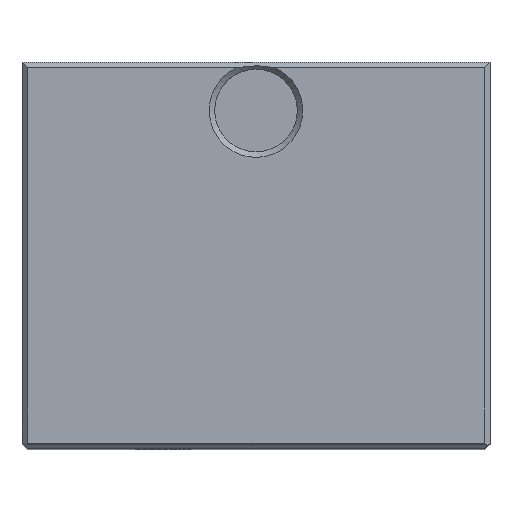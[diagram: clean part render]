
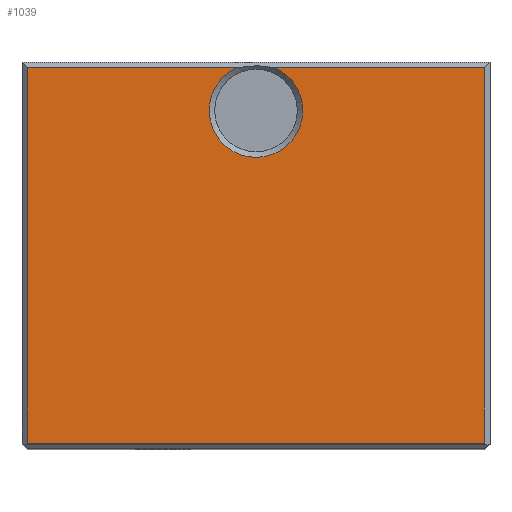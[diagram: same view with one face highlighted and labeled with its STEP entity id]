
A CAD part, top view. The second image highlights one B-rep face of the part: STEP entity #1039.
In plain terms, the highlighted planar face has unit normal (0, 0, 1).
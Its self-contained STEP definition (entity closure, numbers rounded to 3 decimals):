
#47=CIRCLE('',#1122,3.4);
#48=CIRCLE('',#1123,3.4);
#90=FACE_OUTER_BOUND('',#158,.T.);
#158=EDGE_LOOP('',(#784,#785,#786,#787,#788,#789,#790));
#254=LINE('',#1593,#372);
#258=LINE('',#1602,#376);
#259=LINE('',#1608,#377);
#278=LINE('',#1654,#396);
#279=LINE('',#1655,#397);
#372=VECTOR('',#1267,10.);
#376=VECTOR('',#1275,10.);
#377=VECTOR('',#1276,10.);
#396=VECTOR('',#1317,10.);
#397=VECTOR('',#1318,10.);
#477=VERTEX_POINT('',#1585);
#480=VERTEX_POINT('',#1591);
#483=VERTEX_POINT('',#1601);
#484=VERTEX_POINT('',#1603);
#485=VERTEX_POINT('',#1607);
#501=VERTEX_POINT('',#1653);
#502=VERTEX_POINT('',#1656);
#583=EDGE_CURVE('',#480,#477,#254,.T.);
#587=EDGE_CURVE('',#477,#483,#258,.T.);
#589=EDGE_CURVE('',#484,#485,#259,.T.);
#612=EDGE_CURVE('',#501,#480,#278,.T.);
#613=EDGE_CURVE('',#485,#501,#279,.T.);
#614=EDGE_CURVE('',#502,#484,#47,.T.);
#615=EDGE_CURVE('',#483,#502,#48,.T.);
#784=ORIENTED_EDGE('',*,*,#583,.F.);
#785=ORIENTED_EDGE('',*,*,#612,.F.);
#786=ORIENTED_EDGE('',*,*,#613,.F.);
#787=ORIENTED_EDGE('',*,*,#589,.F.);
#788=ORIENTED_EDGE('',*,*,#614,.F.);
#789=ORIENTED_EDGE('',*,*,#615,.F.);
#790=ORIENTED_EDGE('',*,*,#587,.F.);
#992=PLANE('',#1121);
#1039=ADVANCED_FACE('',(#90),#992,.T.);
#1121=AXIS2_PLACEMENT_3D('',#1652,#1315,#1316);
#1122=AXIS2_PLACEMENT_3D('',#1657,#1319,#1320);
#1123=AXIS2_PLACEMENT_3D('',#1658,#1321,#1322);
#1267=DIRECTION('',(0.,1.,0.));
#1275=DIRECTION('',(1.,0.,0.));
#1276=DIRECTION('',(1.,0.,0.));
#1315=DIRECTION('center_axis',(0.,0.,1.));
#1316=DIRECTION('ref_axis',(0.,-1.,0.));
#1317=DIRECTION('',(-1.,0.,0.));
#1318=DIRECTION('',(0.,-1.,0.));
#1319=DIRECTION('center_axis',(0.,0.,1.));
#1320=DIRECTION('ref_axis',(-1.,0.,0.));
#1321=DIRECTION('center_axis',(0.,0.,1.));
#1322=DIRECTION('ref_axis',(-1.,0.,0.));
#1585=CARTESIAN_POINT('',(-16.6,-55.496,-4.471));
#1591=CARTESIAN_POINT('',(-16.6,-82.749,-4.471));
#1593=CARTESIAN_POINT('',(-16.6,-62.11,-4.471));
#1601=CARTESIAN_POINT('',(-1.396,-55.496,-4.471));
#1602=CARTESIAN_POINT('',(0.,-55.496,-4.471));
#1603=CARTESIAN_POINT('',(1.396,-55.496,-4.471));
#1607=CARTESIAN_POINT('',(16.6,-55.496,-4.471));
#1608=CARTESIAN_POINT('',(0.,-55.496,-4.471));
#1652=CARTESIAN_POINT('Origin',(0.,-55.096,-4.471));
#1653=CARTESIAN_POINT('',(16.6,-82.749,-4.471));
#1654=CARTESIAN_POINT('',(0.,-82.749,-4.471));
#1655=CARTESIAN_POINT('',(16.6,-62.11,-4.471));
#1656=CARTESIAN_POINT('',(3.4,-58.596,-4.471));
#1657=CARTESIAN_POINT('Origin',(0.,-58.596,
-4.471));
#1658=CARTESIAN_POINT('Origin',(0.,-58.596,
-4.471));
